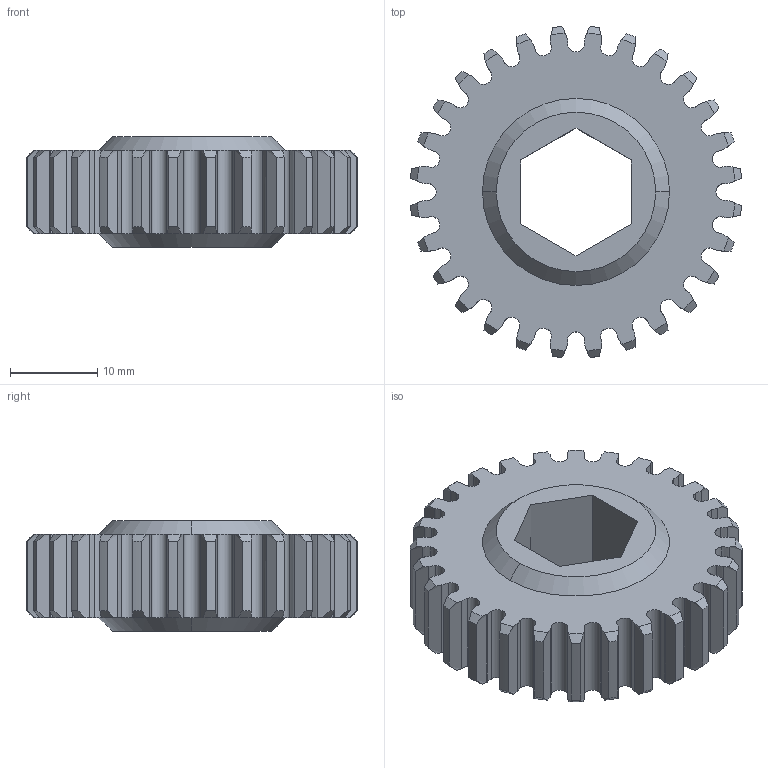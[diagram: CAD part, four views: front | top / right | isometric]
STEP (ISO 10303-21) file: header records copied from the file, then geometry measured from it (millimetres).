
FILE_DESCRIPTION (( 'STEP AP203' ), '1' );
FILE_NAME ('REV-21-1925.STEP', '2022-03-31T16:32:22', ( '' ), ( '' ), 'SwSTEP 2.0', 'SolidWorks 2022', '' );
FILE_SCHEMA (( 'CONFIG_CONTROL_DESIGN' ));
Length unit declared in the file: millimetre
Products named in the file (1): REV-21-1925
Bounding box: 37.96 x 37.96 x 12.7 mm (x, y, z)
Volume: 8383.6 mm3; surface area: 4436 mm2
Topology: 1 solids, 1 shells, 308 faces, 915 edges, 610 vertices
Faces by surface type: bspline 112, plane 69, cylinder 67, cone 60
Entity records: 12958 total; most frequent: CARTESIAN_POINT 5424, ORIENTED_EDGE 1830, DIRECTION 1171, EDGE_CURVE 915, VERTEX_POINT 610, AXIS2_PLACEMENT_3D 397, LINE 377, VECTOR 377
